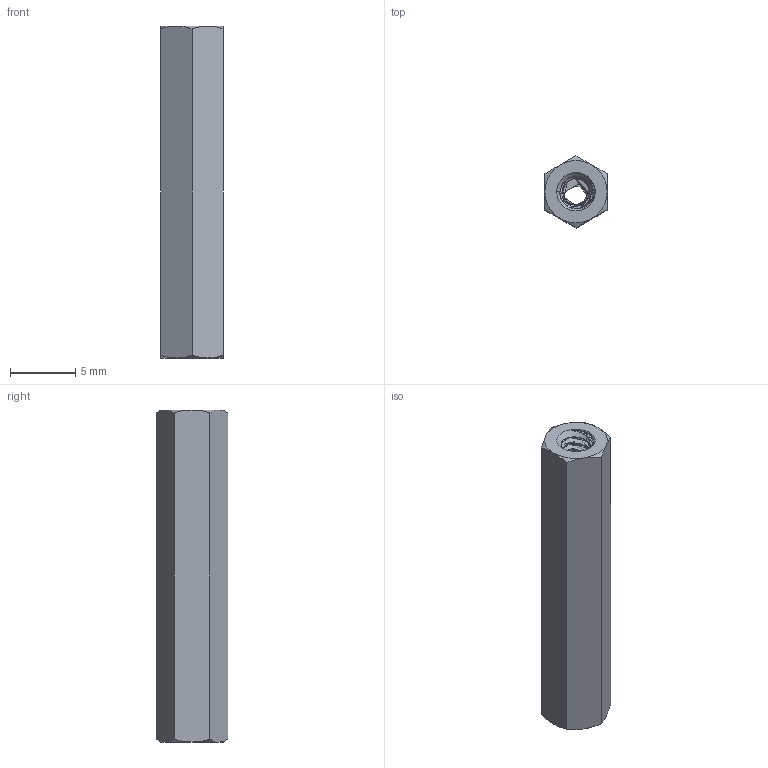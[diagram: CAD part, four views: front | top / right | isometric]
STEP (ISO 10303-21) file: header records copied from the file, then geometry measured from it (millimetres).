
FILE_DESCRIPTION (( 'STEP AP203' ), '1' );
FILE_NAME ('91780A537.step', '2015-09-14T17:28:09', ( '' ), ( '' ), 'SwSTEP 2.0', 'SolidWorks 2010', '' );
FILE_SCHEMA (( 'CONFIG_CONTROL_DESIGN' ));
Length unit declared in the file: inch
Products named in the file (1): 91780A537
Bounding box: 4.76 x 5.5 x 25.4 mm (x, y, z)
Volume: 379.5 mm3; surface area: 782.5 mm2
Topology: 1 solids, 1 shells, 110 faces, 312 edges, 204 vertices
Faces by surface type: cylinder 81, cone 18, plane 8, bspline 3
Entity records: 8390 total; most frequent: CARTESIAN_POINT 6016, ORIENTED_EDGE 624, DIRECTION 344, EDGE_CURVE 312, VERTEX_POINT 204, AXIS2_PLACEMENT_3D 126, EDGE_LOOP 112, ADVANCED_FACE 110
